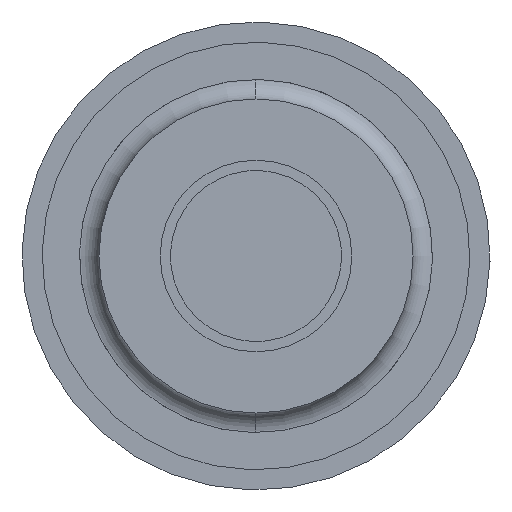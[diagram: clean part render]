
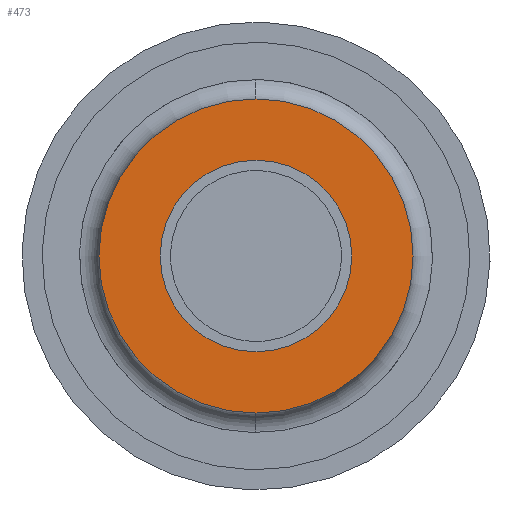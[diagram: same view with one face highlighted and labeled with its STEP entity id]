
A CAD part, front view. The second image highlights one B-rep face of the part: STEP entity #473.
In plain terms, the highlighted planar face has unit normal (0, -1, 0).
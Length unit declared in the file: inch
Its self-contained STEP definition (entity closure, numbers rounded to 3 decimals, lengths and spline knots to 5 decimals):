
#15 = DIRECTION ( 'NONE',  ( 0., 0., 1. ) ) ;
#17 = PLANE ( 'NONE',  #393 ) ;
#22 = DIRECTION ( 'NONE',  ( 0., 1., 0. ) ) ;
#28 = CARTESIAN_POINT ( 'NONE',  ( 0.14, -2.45, 0. ) ) ;
#54 = CARTESIAN_POINT ( 'NONE',  ( 0., -2.45, 0. ) ) ;
#58 = DIRECTION ( 'NONE',  ( 0., 0., 1. ) ) ;
#60 = DIRECTION ( 'NONE',  ( 0., 1., 0. ) ) ;
#226 = AXIS2_PLACEMENT_3D ( 'NONE', #1838, #1839, #1840 ) ;
#239 = EDGE_CURVE ( 'NONE', #1145, #964, #1222, .T. ) ;
#262 = EDGE_CURVE ( 'NONE', #1609, #1051, #1305, .T. ) ;
#317 = AXIS2_PLACEMENT_3D ( 'NONE', #486, #490, #496 ) ;
#393 = AXIS2_PLACEMENT_3D ( 'NONE', #28, #22, #15 ) ;
#413 = EDGE_CURVE ( 'NONE', #964, #1145, #1151, .T. ) ;
#430 = AXIS2_PLACEMENT_3D ( 'NONE', #1648, #1653, #1640 ) ;
#441 = AXIS2_PLACEMENT_3D ( 'NONE', #54, #60, #58 ) ;
#473 = ADVANCED_FACE ( 'NONE', ( #1144, #1441 ), #17, .F. ) ;
#486 = CARTESIAN_POINT ( 'NONE',  ( 0., -2.45, 0. ) ) ;
#490 = DIRECTION ( 'NONE',  ( 0., 1., 0. ) ) ;
#496 = DIRECTION ( 'NONE',  ( 0., 0., 1. ) ) ;
#548 = EDGE_CURVE ( 'NONE', #1051, #1609, #1055, .T. ) ;
#722 = CARTESIAN_POINT ( 'NONE',  ( 0., -2.45, 0.2295 ) ) ;
#759 = CARTESIAN_POINT ( 'NONE',  ( 0., -2.45, -0.14 ) ) ;
#921 = ORIENTED_EDGE ( 'NONE', *, *, #548, .T. ) ;
#964 = VERTEX_POINT ( 'NONE', #1917 ) ;
#993 = ORIENTED_EDGE ( 'NONE', *, *, #239, .F. ) ;
#1051 = VERTEX_POINT ( 'NONE', #1925 ) ;
#1055 = CIRCLE ( 'NONE', #226, 0.14 ) ;
#1144 = FACE_OUTER_BOUND ( 'NONE', #1501, .T. ) ;
#1145 = VERTEX_POINT ( 'NONE', #722 ) ;
#1151 = CIRCLE ( 'NONE', #317, 0.2295 ) ;
#1189 = ORIENTED_EDGE ( 'NONE', *, *, #413, .F. ) ;
#1222 = CIRCLE ( 'NONE', #430, 0.2295 ) ;
#1305 = CIRCLE ( 'NONE', #441, 0.14 ) ;
#1434 = EDGE_LOOP ( 'NONE', ( #921, #1575 ) ) ;
#1441 = FACE_BOUND ( 'NONE', #1434, .T. ) ;
#1501 = EDGE_LOOP ( 'NONE', ( #993, #1189 ) ) ;
#1575 = ORIENTED_EDGE ( 'NONE', *, *, #262, .T. ) ;
#1609 = VERTEX_POINT ( 'NONE', #759 ) ;
#1640 = DIRECTION ( 'NONE',  ( 0., 0., 1. ) ) ;
#1648 = CARTESIAN_POINT ( 'NONE',  ( 0., -2.45, 0. ) ) ;
#1653 = DIRECTION ( 'NONE',  ( 0., 1., 0. ) ) ;
#1838 = CARTESIAN_POINT ( 'NONE',  ( 0., -2.45, 0. ) ) ;
#1839 = DIRECTION ( 'NONE',  ( 0., 1., 0. ) ) ;
#1840 = DIRECTION ( 'NONE',  ( 0., 0., 1. ) ) ;
#1917 = CARTESIAN_POINT ( 'NONE',  ( 0., -2.45, -0.2295 ) ) ;
#1925 = CARTESIAN_POINT ( 'NONE',  ( 0., -2.45, 0.14 ) ) ;
